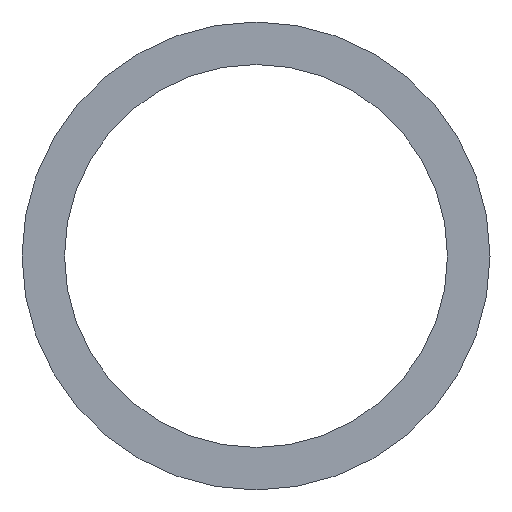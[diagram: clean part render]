
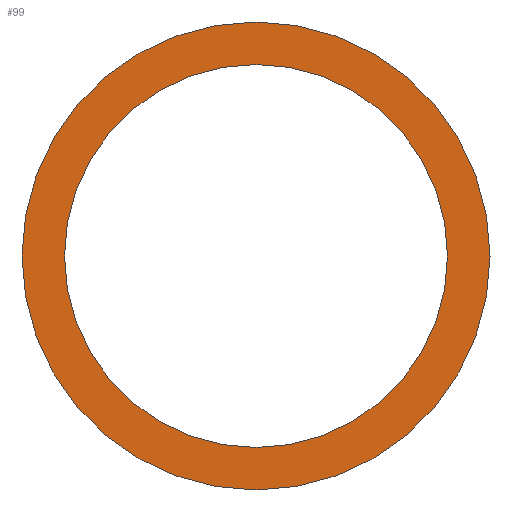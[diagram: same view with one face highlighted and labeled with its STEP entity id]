
A CAD part, left-side view. The second image highlights one B-rep face of the part: STEP entity #99.
In plain terms, the highlighted planar face has unit normal (-1, 0, 0).
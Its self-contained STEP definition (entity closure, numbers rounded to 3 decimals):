
#55 = VERTEX_POINT( '', #126 );
#63 = EDGE_CURVE( '', #101, #69, #134, .T. );
#69 = VERTEX_POINT( '', #141 );
#73 = EDGE_CURVE( '', #55, #75, #145, .T. );
#75 = VERTEX_POINT( '', #147 );
#85 = EDGE_CURVE( '', #69, #101, #158, .T. );
#99 = ADVANCED_FACE( '', ( #175, #176 ), #177, .F. );
#101 = VERTEX_POINT( '', #179 );
#103 = EDGE_CURVE( '', #75, #55, #181, .T. );
#126 = CARTESIAN_POINT( '', ( 0., 0., -163.7 ) );
#134 = CIRCLE( '', #206, 200. );
#141 = CARTESIAN_POINT( '', ( 0., 0., -200. ) );
#145 = CIRCLE( '', #221, 163.7 );
#147 = CARTESIAN_POINT( '', ( 0., 0., 163.7 ) );
#158 = CIRCLE( '', #236, 200. );
#175 = FACE_OUTER_BOUND( '', #257, .T. );
#176 = FACE_BOUND( '', #258, .T. );
#177 = PLANE( '', #259 );
#179 = CARTESIAN_POINT( '', ( 0., 0., 200. ) );
#181 = CIRCLE( '', #264, 163.7 );
#206 = AXIS2_PLACEMENT_3D( '', #278, #279, #280 );
#221 = AXIS2_PLACEMENT_3D( '', #293, #294, #295 );
#236 = AXIS2_PLACEMENT_3D( '', #306, #307, #308 );
#257 = EDGE_LOOP( '', ( #333, #334 ) );
#258 = EDGE_LOOP( '', ( #335, #336 ) );
#259 = AXIS2_PLACEMENT_3D( '', #337, #338, #339 );
#264 = AXIS2_PLACEMENT_3D( '', #340, #341, #342 );
#278 = CARTESIAN_POINT( '', ( 0., 0., 0. ) );
#279 = DIRECTION( '', ( 1., 0., 0. ) );
#280 = DIRECTION( '', ( 0., 0., -1. ) );
#293 = CARTESIAN_POINT( '', ( 0., 0., 0. ) );
#294 = DIRECTION( '', ( 1., 0., 0. ) );
#295 = DIRECTION( '', ( 0., 0., -1. ) );
#306 = CARTESIAN_POINT( '', ( 0., 0., 0. ) );
#307 = DIRECTION( '', ( 1., 0., 0. ) );
#308 = DIRECTION( '', ( 0., 0., -1. ) );
#333 = ORIENTED_EDGE( '', *, *, #85, .F. );
#334 = ORIENTED_EDGE( '', *, *, #63, .F. );
#335 = ORIENTED_EDGE( '', *, *, #73, .T. );
#336 = ORIENTED_EDGE( '', *, *, #103, .T. );
#337 = CARTESIAN_POINT( '', ( 0., 0., 0. ) );
#338 = DIRECTION( '', ( 1., 0., 0. ) );
#339 = DIRECTION( '', ( 0., 0., -1. ) );
#340 = CARTESIAN_POINT( '', ( 0., 0., 0. ) );
#341 = DIRECTION( '', ( 1., 0., 0. ) );
#342 = DIRECTION( '', ( 0., 0., -1. ) );
